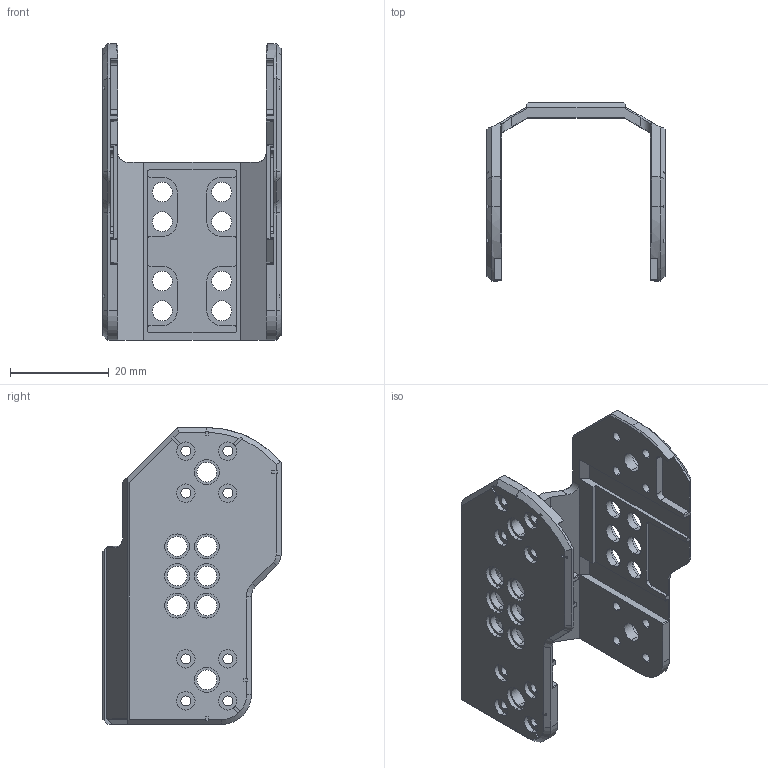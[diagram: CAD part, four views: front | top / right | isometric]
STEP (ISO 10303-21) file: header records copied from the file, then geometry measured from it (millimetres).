
FILE_DESCRIPTION (( 'STEP AP203' ), '1' );
FILE_NAME ('Darwin-mini_cvr_calf_Défaut_sldprt.STEP', '2020-09-23T18:11:24', ( '' ), ( '' ), 'SwSTEP 2.0', 'SolidWorks 2019', '' );
FILE_SCHEMA (( 'CONFIG_CONTROL_DESIGN' ));
Length unit declared in the file: millimetre
Products named in the file (1): Darwin-mini_cvr_calf_Défaut_sldprt
Bounding box: 36 x 36 x 60 mm (x, y, z)
Volume: 8813.1 mm3; surface area: 10516.5 mm2
Topology: 1 solids, 1 shells, 435 faces, 1158 edges, 762 vertices
Faces by surface type: cylinder 212, plane 211, cone 10, bspline 2
Entity records: 14013 total; most frequent: CARTESIAN_POINT 2544, DIRECTION 2454, ORIENTED_EDGE 2316, EDGE_CURVE 1158, AXIS2_PLACEMENT_3D 886, VERTEX_POINT 762, VECTOR 682, LINE 682
